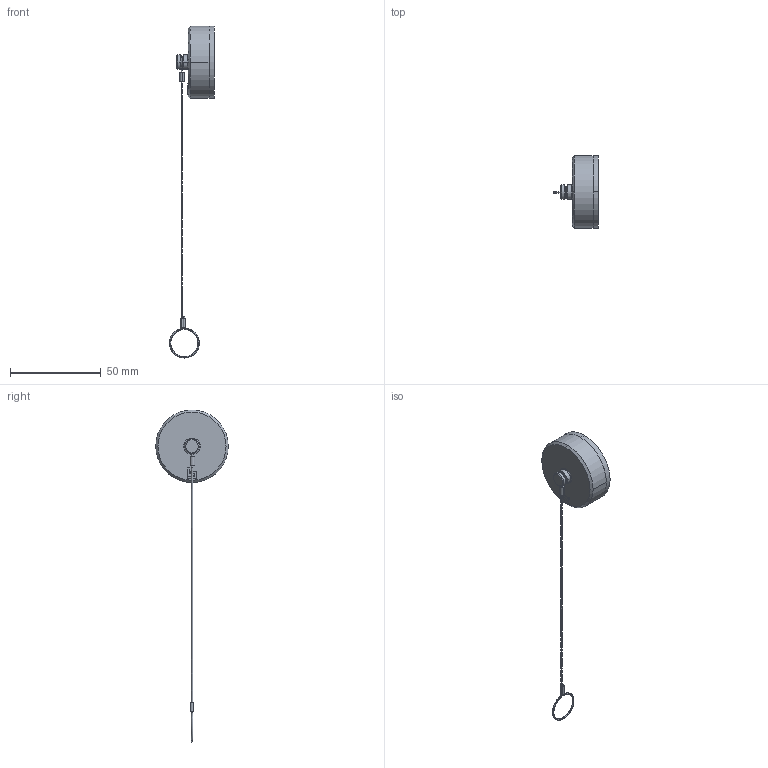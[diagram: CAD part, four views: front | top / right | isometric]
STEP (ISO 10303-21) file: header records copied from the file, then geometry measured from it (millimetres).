
FILE_DESCRIPTION(('CAx-IF Rec.Pracs.--- Model Styling and Organization---1.2---2011-12-15','CAx-IF Rec.Pracs.--- Geometric and Assembly Validation Properties ---4.0a---2013-11-27','CAx-IF Rec.Pracs.---PMI Polyline Presentation---2.0---2013-05-24'),'1');
FILE_NAME('08_0425_000_000_001.ctp','2016-08-10T06:11:21+02:00',(''),(''),'STEP Interface 2014 Sp2 by CT CoreTechnologie','3D_Evolution2014 Sp2 by CT CoreTechnologie','');
FILE_SCHEMA(('AP203_CONFIGURATION_CONTROLLED_3D_DESIGN_OF_MECHANICAL_PARTS_AND_ASSEMBLIES_MIM_LF'));
Length unit declared in the file: millimetre
Products named in the file (1): sgroD0BFjqt5
Bounding box: 24.8 x 40 x 183.22 mm (x, y, z)
Volume: 12593.4 mm3; surface area: 6302.2 mm2
Topology: 1 solids, 1 shells, 95 faces, 224 edges, 142 vertices
Faces by surface type: plane 33, bspline 28, cylinder 20, torus 10, cone 4
Entity records: 7058 total; most frequent: CARTESIAN_POINT 4844, DIRECTION 487, ORIENTED_EDGE 448, EDGE_CURVE 224, AXIS2_PLACEMENT_3D 199, VERTEX_POINT 142, CIRCLE 131, EDGE_LOOP 110
